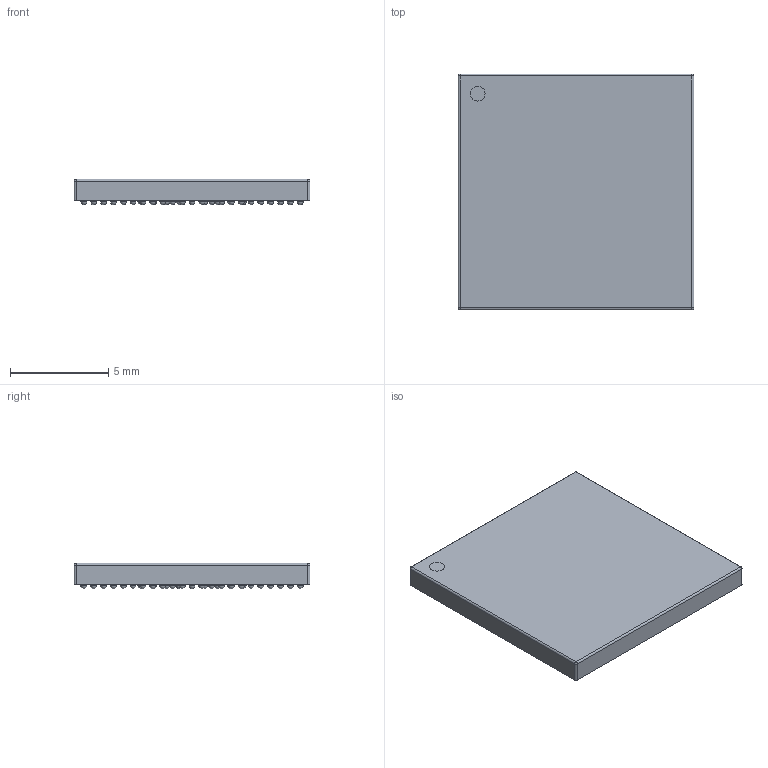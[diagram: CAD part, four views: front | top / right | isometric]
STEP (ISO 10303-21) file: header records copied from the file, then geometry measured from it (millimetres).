
FILE_DESCRIPTION (( 'STEP AP214' ), '1' );
FILE_NAME ('STM32MP151AAC3.STEP', '2024-02-22T15:46:52', ( '' ), ( '' ), 'SwSTEP 2.0', 'SolidWorks 2022', '' );
FILE_SCHEMA (( 'AUTOMOTIVE_DESIGN' ));
Length unit declared in the file: millimetre
Products named in the file (1): STM32MP151AAC3
Bounding box: 12 x 12 x 1.3 mm (x, y, z)
Volume: 163.4 mm3; surface area: 441.7 mm2
Topology: 363 solids, 363 shells, 747 faces, 2579 edges, 1833 vertices
Faces by surface type: sphere 726, cylinder 12, plane 9
Entity records: 26524 total; most frequent: DIRECTION 3012, CARTESIAN_POINT 2268, ORIENTED_EDGE 1540, AXIS2_PLACEMENT_3D 1494, UNCERTAINTY_MEASURE_WITH_UNIT 1107, PRESENTATION_STYLE_ASSIGNMENT 1106, FILL_AREA_STYLE 1106, STYLED_ITEM 1106
